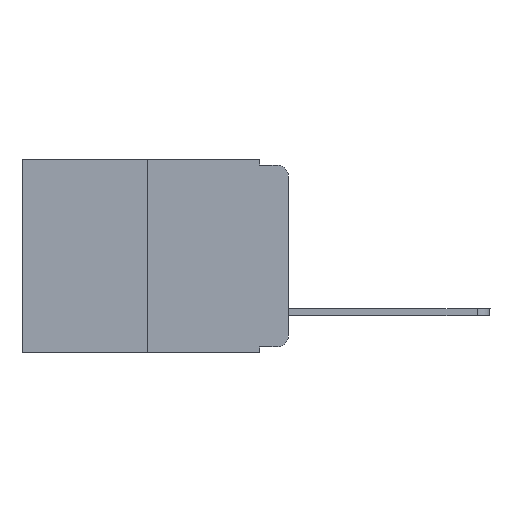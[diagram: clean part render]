
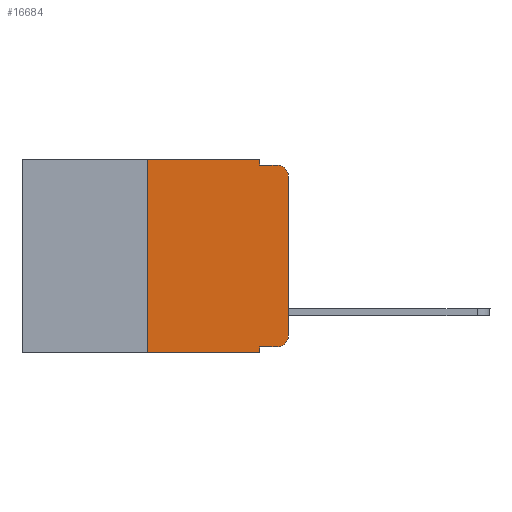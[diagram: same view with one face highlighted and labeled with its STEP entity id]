
A CAD part, left-side view. The second image highlights one B-rep face of the part: STEP entity #16684.
In plain terms, the highlighted planar face has unit normal (-1, 0, 0).
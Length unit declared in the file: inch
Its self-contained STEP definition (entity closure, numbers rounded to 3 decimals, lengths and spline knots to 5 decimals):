
#19 = VERTEX_POINT ( 'NONE', #13530 ) ;
#429 = VERTEX_POINT ( 'NONE', #4777 ) ;
#670 = EDGE_CURVE ( 'NONE', #4157, #8004, #16115, .T. ) ;
#1262 = EDGE_CURVE ( 'NONE', #429, #17228, #7049, .T. ) ;
#1727 = VECTOR ( 'NONE', #7277, 39.37008 ) ;
#1767 = ORIENTED_EDGE ( 'NONE', *, *, #11530, .F. ) ;
#1989 = DIRECTION ( 'NONE',  ( -1., 0., 0. ) ) ;
#2628 = DIRECTION ( 'NONE',  ( 0., 0., -1. ) ) ;
#2851 = DIRECTION ( 'NONE',  ( 0., 0., 1. ) ) ;
#2903 = LINE ( 'NONE', #6285, #22155 ) ;
#3743 = CARTESIAN_POINT ( 'NONE',  ( 0., 0., 0. ) ) ;
#4157 = VERTEX_POINT ( 'NONE', #13960 ) ;
#4158 = EDGE_CURVE ( 'NONE', #8004, #10410, #6890, .T. ) ;
#4402 = DIRECTION ( 'NONE',  ( 0., -1., 0. ) ) ;
#4777 = CARTESIAN_POINT ( 'NONE',  ( 0., 0., -0.03 ) ) ;
#5308 = AXIS2_PLACEMENT_3D ( 'NONE', #20679, #15025, #2628 ) ;
#5369 = EDGE_CURVE ( 'NONE', #17168, #429, #6533, .T. ) ;
#5693 = VERTEX_POINT ( 'NONE', #19470 ) ;
#5919 = CARTESIAN_POINT ( 'NONE',  ( 0., 0.051, -0.01 ) ) ;
#5999 = CARTESIAN_POINT ( 'NONE',  ( 0., 0.02, -0.01 ) ) ;
#6173 = AXIS2_PLACEMENT_3D ( 'NONE', #16396, #1989, #11086 ) ;
#6285 = CARTESIAN_POINT ( 'NONE',  ( 0., 0.051, 0. ) ) ;
#6464 = LINE ( 'NONE', #17935, #16409 ) ;
#6533 = LINE ( 'NONE', #3743, #1727 ) ;
#6537 = CARTESIAN_POINT ( 'NONE',  ( 0., 0.25, 0. ) ) ;
#6589 = ORIENTED_EDGE ( 'NONE', *, *, #13536, .T. ) ;
#6890 = LINE ( 'NONE', #14198, #10872 ) ;
#7049 = CIRCLE ( 'NONE', #16150, 0.02 ) ;
#7230 = DIRECTION ( 'NONE',  ( 0., -1., 0. ) ) ;
#7277 = DIRECTION ( 'NONE',  ( 0., 0., 1. ) ) ;
#7851 = CARTESIAN_POINT ( 'NONE',  ( 0., 0.02, -0.03 ) ) ;
#7920 = PLANE ( 'NONE',  #5308 ) ;
#8004 = VERTEX_POINT ( 'NONE', #17339 ) ;
#8113 = VERTEX_POINT ( 'NONE', #21404 ) ;
#8278 = ORIENTED_EDGE ( 'NONE', *, *, #5369, .T. ) ;
#8568 = EDGE_CURVE ( 'NONE', #19927, #8113, #20294, .T. ) ;
#8746 = DIRECTION ( 'NONE',  ( 0., -1., 0. ) ) ;
#9376 = DIRECTION ( 'NONE',  ( 0., 0., -1. ) ) ;
#9630 = ORIENTED_EDGE ( 'NONE', *, *, #4158, .F. ) ;
#9697 = DIRECTION ( 'NONE',  ( -1., 0., 0. ) ) ;
#10410 = VERTEX_POINT ( 'NONE', #5919 ) ;
#10872 = VECTOR ( 'NONE', #21420, 39.37008 ) ;
#11086 = DIRECTION ( 'NONE',  ( 0., 0., -1. ) ) ;
#11530 = EDGE_CURVE ( 'NONE', #5693, #8113, #2903, .T. ) ;
#11552 = LINE ( 'NONE', #15455, #18105 ) ;
#11597 = LINE ( 'NONE', #6537, #13855 ) ;
#11798 = CARTESIAN_POINT ( 'NONE',  ( 0., 0.473, -0.343 ) ) ;
#12992 = VECTOR ( 'NONE', #7230, 39.37008 ) ;
#13174 = CARTESIAN_POINT ( 'NONE',  ( 0., 0., -0.313 ) ) ;
#13351 = EDGE_CURVE ( 'NONE', #10410, #17228, #11552, .T. ) ;
#13530 = CARTESIAN_POINT ( 'NONE',  ( 0., 0.02, -0.333 ) ) ;
#13536 = EDGE_CURVE ( 'NONE', #19, #17168, #14089, .T. ) ;
#13855 = VECTOR ( 'NONE', #2851, 39.37008 ) ;
#13960 = CARTESIAN_POINT ( 'NONE',  ( 0., 0.25, 0. ) ) ;
#14089 = CIRCLE ( 'NONE', #6173, 0.02 ) ;
#14198 = CARTESIAN_POINT ( 'NONE',  ( 0., 0.051, 0. ) ) ;
#14810 = ORIENTED_EDGE ( 'NONE', *, *, #21394, .F. ) ;
#15025 = DIRECTION ( 'NONE',  ( 1., 0., 0. ) ) ;
#15094 = FACE_OUTER_BOUND ( 'NONE', #18698, .T. ) ;
#15455 = CARTESIAN_POINT ( 'NONE',  ( 0., 0.051, -0.01 ) ) ;
#16115 = LINE ( 'NONE', #19673, #12992 ) ;
#16150 = AXIS2_PLACEMENT_3D ( 'NONE', #7851, #9697, #9376 ) ;
#16184 = ORIENTED_EDGE ( 'NONE', *, *, #13351, .F. ) ;
#16396 = CARTESIAN_POINT ( 'NONE',  ( 0., 0.02, -0.313 ) ) ;
#16409 = VECTOR ( 'NONE', #8746, 39.37008 ) ;
#16414 = ORIENTED_EDGE ( 'NONE', *, *, #670, .F. ) ;
#16684 = ADVANCED_FACE ( 'NONE', ( #15094 ), #7920, .F. ) ;
#17054 = DIRECTION ( 'NONE',  ( 0., 0., -1. ) ) ;
#17168 = VERTEX_POINT ( 'NONE', #13174 ) ;
#17228 = VERTEX_POINT ( 'NONE', #5999 ) ;
#17339 = CARTESIAN_POINT ( 'NONE',  ( 0., 0.051, 0. ) ) ;
#17628 = DIRECTION ( 'NONE',  ( 0., -1., 0. ) ) ;
#17935 = CARTESIAN_POINT ( 'NONE',  ( 0., 0.051, -0.333 ) ) ;
#18038 = VECTOR ( 'NONE', #4402, 39.37008 ) ;
#18105 = VECTOR ( 'NONE', #17628, 39.37008 ) ;
#18489 = CARTESIAN_POINT ( 'NONE',  ( 0., 0.25, -0.343 ) ) ;
#18698 = EDGE_LOOP ( 'NONE', ( #8278, #19172, #16184, #9630, #16414, #14810, #20467, #1767, #22672, #6589 ) ) ;
#19172 = ORIENTED_EDGE ( 'NONE', *, *, #1262, .T. ) ;
#19470 = CARTESIAN_POINT ( 'NONE',  ( 0., 0.051, -0.333 ) ) ;
#19673 = CARTESIAN_POINT ( 'NONE',  ( 0., 0.473, 0. ) ) ;
#19927 = VERTEX_POINT ( 'NONE', #18489 ) ;
#20294 = LINE ( 'NONE', #11798, #18038 ) ;
#20467 = ORIENTED_EDGE ( 'NONE', *, *, #8568, .T. ) ;
#20679 = CARTESIAN_POINT ( 'NONE',  ( 0., 0.473, 0. ) ) ;
#21394 = EDGE_CURVE ( 'NONE', #19927, #4157, #11597, .T. ) ;
#21404 = CARTESIAN_POINT ( 'NONE',  ( 0., 0.051, -0.343 ) ) ;
#21420 = DIRECTION ( 'NONE',  ( 0., 0., -1. ) ) ;
#22044 = EDGE_CURVE ( 'NONE', #5693, #19, #6464, .T. ) ;
#22155 = VECTOR ( 'NONE', #17054, 39.37008 ) ;
#22672 = ORIENTED_EDGE ( 'NONE', *, *, #22044, .T. ) ;
